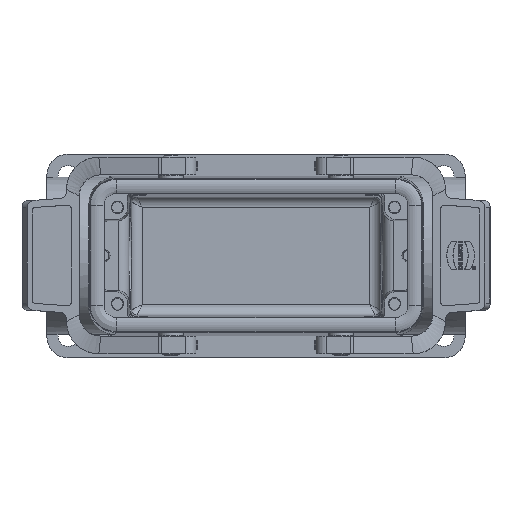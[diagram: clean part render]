
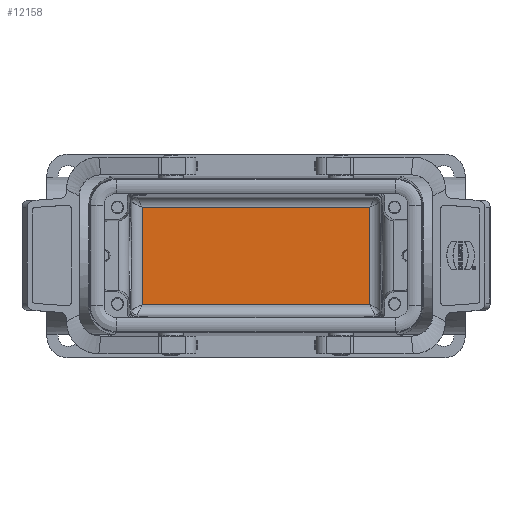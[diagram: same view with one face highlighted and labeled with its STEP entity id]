
A CAD part, top view. The second image highlights one B-rep face of the part: STEP entity #12158.
In plain terms, the highlighted planar face has unit normal (0, 0, 1).
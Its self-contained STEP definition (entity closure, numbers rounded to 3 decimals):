
#12119=CARTESIAN_POINT('',(34.75,-17.75,-65.25));
#12120=DIRECTION('',(0.0,0.0,-1.0));
#12121=DIRECTION('',(-1.0,0.0,0.0));
#12122=AXIS2_PLACEMENT_3D('',#12119,#12120,#12121);
#12123=PLANE('',#12122);
#12124=CARTESIAN_POINT('',(-31.804,-13.567,-65.25));
#12125=VERTEX_POINT('',#12124);
#12126=CARTESIAN_POINT('',(31.804,-13.567,-65.25));
#12127=VERTEX_POINT('',#12126);
#12128=CARTESIAN_POINT('',(-31.804,-13.567,-65.25));
#12129=DIRECTION('',(1.0,0.0,0.0));
#12130=VECTOR('',#12129,63.609);
#12131=LINE('',#12128,#12130);
#12132=EDGE_CURVE('',#12125,#12127,#12131,.T.);
#12133=ORIENTED_EDGE('',*,*,#12132,.T.);
#12134=CARTESIAN_POINT('',(31.804,13.567,-65.25));
#12135=VERTEX_POINT('',#12134);
#12136=CARTESIAN_POINT('',(31.804,-13.567,-65.25));
#12137=DIRECTION('',(0.0,1.0,0.0));
#12138=VECTOR('',#12137,27.135);
#12139=LINE('',#12136,#12138);
#12140=EDGE_CURVE('',#12127,#12135,#12139,.T.);
#12141=ORIENTED_EDGE('',*,*,#12140,.T.);
#12142=CARTESIAN_POINT('',(-31.804,13.567,-65.25));
#12143=VERTEX_POINT('',#12142);
#12144=CARTESIAN_POINT('',(31.804,13.567,-65.25));
#12145=DIRECTION('',(-1.0,0.0,0.0));
#12146=VECTOR('',#12145,63.609);
#12147=LINE('',#12144,#12146);
#12148=EDGE_CURVE('',#12135,#12143,#12147,.T.);
#12149=ORIENTED_EDGE('',*,*,#12148,.T.);
#12150=CARTESIAN_POINT('',(-31.804,13.567,-65.25));
#12151=DIRECTION('',(0.0,-1.0,0.0));
#12152=VECTOR('',#12151,27.135);
#12153=LINE('',#12150,#12152);
#12154=EDGE_CURVE('',#12143,#12125,#12153,.T.);
#12155=ORIENTED_EDGE('',*,*,#12154,.T.);
#12156=EDGE_LOOP('',(#12133,#12141,#12149,#12155));
#12157=FACE_OUTER_BOUND('',#12156,.T.);
#12158=ADVANCED_FACE('',(#12157),#12123,.F.);
